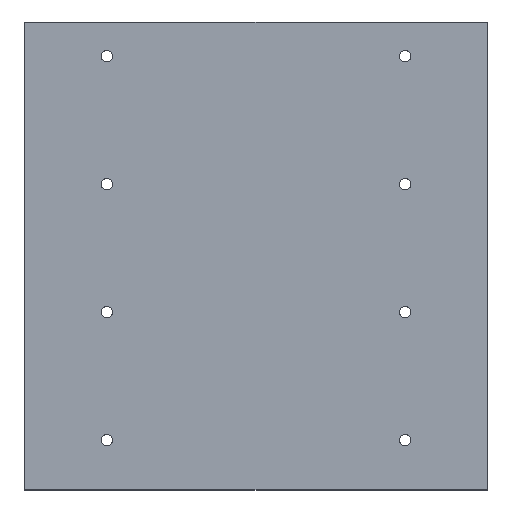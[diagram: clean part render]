
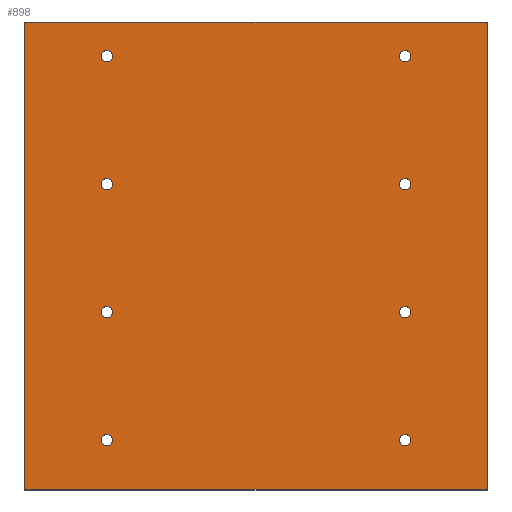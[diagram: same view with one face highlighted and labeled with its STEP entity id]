
A CAD part, top view. The second image highlights one B-rep face of the part: STEP entity #898.
In plain terms, the highlighted planar face has unit normal (0, 0, 1).
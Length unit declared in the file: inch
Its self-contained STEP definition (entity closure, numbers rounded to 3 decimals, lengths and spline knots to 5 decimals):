
#45=FACE_BOUND('',#195,.T.);
#46=FACE_BOUND('',#196,.T.);
#47=FACE_BOUND('',#197,.T.);
#48=FACE_BOUND('',#198,.T.);
#49=FACE_BOUND('',#199,.T.);
#50=FACE_BOUND('',#200,.T.);
#51=FACE_BOUND('',#201,.T.);
#52=FACE_BOUND('',#202,.T.);
#74=PLANE('',#1018);
#126=FACE_OUTER_BOUND('',#194,.T.);
#194=EDGE_LOOP('',(#809,#810,#811,#812));
#195=EDGE_LOOP('',(#813));
#196=EDGE_LOOP('',(#814));
#197=EDGE_LOOP('',(#815));
#198=EDGE_LOOP('',(#816));
#199=EDGE_LOOP('',(#817));
#200=EDGE_LOOP('',(#818));
#201=EDGE_LOOP('',(#819));
#202=EDGE_LOOP('',(#820));
#232=LINE('',#1436,#292);
#259=LINE('',#1596,#319);
#261=LINE('',#1600,#321);
#262=LINE('',#1602,#322);
#292=VECTOR('',#1180,0.3937);
#319=VECTOR('',#1283,0.3937);
#321=VECTOR('',#1287,0.3937);
#322=VECTOR('',#1290,0.3937);
#324=CIRCLE('',#915,0.083);
#326=CIRCLE('',#918,0.083);
#328=CIRCLE('',#921,0.083);
#330=CIRCLE('',#924,0.083);
#332=CIRCLE('',#927,0.083);
#334=CIRCLE('',#930,0.083);
#336=CIRCLE('',#933,0.083);
#338=CIRCLE('',#936,0.083);
#376=VERTEX_POINT('',#1297);
#378=VERTEX_POINT('',#1303);
#380=VERTEX_POINT('',#1309);
#382=VERTEX_POINT('',#1315);
#384=VERTEX_POINT('',#1321);
#386=VERTEX_POINT('',#1327);
#388=VERTEX_POINT('',#1333);
#390=VERTEX_POINT('',#1339);
#421=VERTEX_POINT('',#1434);
#422=VERTEX_POINT('',#1435);
#453=VERTEX_POINT('',#1594);
#454=VERTEX_POINT('',#1598);
#457=EDGE_CURVE('',#376,#376,#324,.T.);
#460=EDGE_CURVE('',#378,#378,#326,.T.);
#463=EDGE_CURVE('',#380,#380,#328,.T.);
#466=EDGE_CURVE('',#382,#382,#330,.T.);
#469=EDGE_CURVE('',#384,#384,#332,.T.);
#472=EDGE_CURVE('',#386,#386,#334,.T.);
#475=EDGE_CURVE('',#388,#388,#336,.T.);
#478=EDGE_CURVE('',#390,#390,#338,.T.);
#520=EDGE_CURVE('',#421,#422,#232,.T.);
#573=EDGE_CURVE('',#421,#453,#259,.T.);
#575=EDGE_CURVE('',#453,#454,#261,.T.);
#576=EDGE_CURVE('',#454,#422,#262,.T.);
#809=ORIENTED_EDGE('',*,*,#573,.T.);
#810=ORIENTED_EDGE('',*,*,#575,.T.);
#811=ORIENTED_EDGE('',*,*,#576,.T.);
#812=ORIENTED_EDGE('',*,*,#520,.F.);
#813=ORIENTED_EDGE('',*,*,#457,.T.);
#814=ORIENTED_EDGE('',*,*,#460,.T.);
#815=ORIENTED_EDGE('',*,*,#463,.T.);
#816=ORIENTED_EDGE('',*,*,#466,.T.);
#817=ORIENTED_EDGE('',*,*,#469,.T.);
#818=ORIENTED_EDGE('',*,*,#472,.T.);
#819=ORIENTED_EDGE('',*,*,#475,.T.);
#820=ORIENTED_EDGE('',*,*,#478,.T.);
#898=ADVANCED_FACE('',(#126,#45,#46,#47,#48,#49,#50,#51,#52),#74,.F.);
#915=AXIS2_PLACEMENT_3D('',#1299,#1026,#1027);
#918=AXIS2_PLACEMENT_3D('',#1305,#1033,#1034);
#921=AXIS2_PLACEMENT_3D('',#1311,#1040,#1041);
#924=AXIS2_PLACEMENT_3D('',#1317,#1047,#1048);
#927=AXIS2_PLACEMENT_3D('',#1323,#1054,#1055);
#930=AXIS2_PLACEMENT_3D('',#1329,#1061,#1062);
#933=AXIS2_PLACEMENT_3D('',#1335,#1068,#1069);
#936=AXIS2_PLACEMENT_3D('',#1341,#1075,#1076);
#1018=AXIS2_PLACEMENT_3D('',#1603,#1291,#1292);
#1026=DIRECTION('center_axis',(0.,0.,-1.));
#1027=DIRECTION('ref_axis',(1.,0.,0.));
#1033=DIRECTION('center_axis',(0.,0.,-1.));
#1034=DIRECTION('ref_axis',(1.,0.,0.));
#1040=DIRECTION('center_axis',(0.,0.,-1.));
#1041=DIRECTION('ref_axis',(1.,0.,0.));
#1047=DIRECTION('center_axis',(0.,0.,-1.));
#1048=DIRECTION('ref_axis',(1.,0.,0.));
#1054=DIRECTION('center_axis',(0.,0.,-1.));
#1055=DIRECTION('ref_axis',(1.,0.,0.));
#1061=DIRECTION('center_axis',(0.,0.,-1.));
#1062=DIRECTION('ref_axis',(1.,0.,0.));
#1068=DIRECTION('center_axis',(0.,0.,-1.));
#1069=DIRECTION('ref_axis',(1.,0.,0.));
#1075=DIRECTION('center_axis',(0.,0.,-1.));
#1076=DIRECTION('ref_axis',(1.,0.,0.));
#1180=DIRECTION('',(-1.,0.,0.));
#1283=DIRECTION('',(0.,1.,0.));
#1287=DIRECTION('',(-1.,0.,0.));
#1290=DIRECTION('',(0.,-1.,0.));
#1291=DIRECTION('center_axis',(0.,0.,-1.));
#1292=DIRECTION('ref_axis',(1.,0.,0.));
#1297=CARTESIAN_POINT('',(-6.00794,2.76667,-0.075));
#1299=CARTESIAN_POINT('Origin',(-5.92494,2.76667,-0.075));
#1303=CARTESIAN_POINT('',(-1.65794,4.63333,-0.075));
#1305=CARTESIAN_POINT('Origin',(-1.57494,4.63333,-0.075));
#1309=CARTESIAN_POINT('',(-1.65794,2.76667,-0.075));
#1311=CARTESIAN_POINT('Origin',(-1.57494,2.76667,-0.075));
#1315=CARTESIAN_POINT('',(-6.00794,4.63333,-0.075));
#1317=CARTESIAN_POINT('Origin',(-5.92494,4.63333,-0.075));
#1321=CARTESIAN_POINT('',(-6.00794,0.9,-0.075));
#1323=CARTESIAN_POINT('Origin',(-5.92494,0.9,-0.075));
#1327=CARTESIAN_POINT('',(-1.65794,6.5,-0.075));
#1329=CARTESIAN_POINT('Origin',(-1.57494,6.5,-0.075));
#1333=CARTESIAN_POINT('',(-1.65794,0.9,-0.075));
#1335=CARTESIAN_POINT('Origin',(-1.57494,0.9,-0.075));
#1339=CARTESIAN_POINT('',(-6.00794,6.5,-0.075));
#1341=CARTESIAN_POINT('Origin',(-5.92494,6.5,-0.075));
#1434=CARTESIAN_POINT('',(-0.37494,0.175,-0.075));
#1435=CARTESIAN_POINT('',(-7.12494,0.175,-0.075));
#1436=CARTESIAN_POINT('',(-7.12494,0.175,-0.075));
#1594=CARTESIAN_POINT('',(-0.37494,7.,-0.075));
#1596=CARTESIAN_POINT('',(-0.37494,0.375,-0.075));
#1598=CARTESIAN_POINT('',(-7.12494,7.,-0.075));
#1600=CARTESIAN_POINT('',(-0.37494,7.,-0.075));
#1602=CARTESIAN_POINT('',(-7.12494,0.375,-0.075));
#1603=CARTESIAN_POINT('Origin',(-3.74994,3.6875,-0.075));
